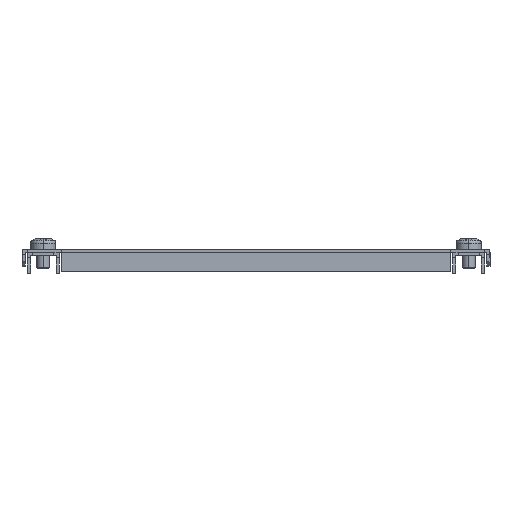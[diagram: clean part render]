
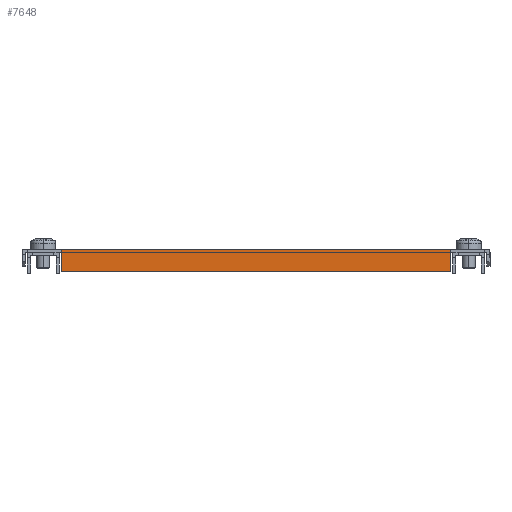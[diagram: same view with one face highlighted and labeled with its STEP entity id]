
A CAD part, left-side view. The second image highlights one B-rep face of the part: STEP entity #7648.
In plain terms, the highlighted planar face has unit normal (-1, 0, 0).
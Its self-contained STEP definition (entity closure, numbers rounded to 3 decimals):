
#18 = EDGE_CURVE ( 'NONE', #1925, #4326, #1340, .T. ) ;
#71 = DIRECTION ( 'NONE',  ( 0., 0., 1. ) ) ;
#182 = LINE ( 'NONE', #8032, #7169 ) ;
#340 = DIRECTION ( 'NONE',  ( 0., 0., 1. ) ) ;
#570 = CARTESIAN_POINT ( 'NONE',  ( -320., 8.5, 9. ) ) ;
#687 = CARTESIAN_POINT ( 'NONE',  ( -320., 191.5, 11.5 ) ) ;
#886 = VERTEX_POINT ( 'NONE', #4566 ) ;
#1101 = CARTESIAN_POINT ( 'NONE',  ( -320., 8.5, 11.5 ) ) ;
#1340 = LINE ( 'NONE', #687, #3223 ) ;
#1391 = CARTESIAN_POINT ( 'NONE',  ( -320., 8.5, 9. ) ) ;
#1571 = CARTESIAN_POINT ( 'NONE',  ( -320., 191.5, 11.5 ) ) ;
#1834 = VECTOR ( 'NONE', #71, 1000. ) ;
#1853 = ORIENTED_EDGE ( 'NONE', *, *, #2878, .T. ) ;
#1925 = VERTEX_POINT ( 'NONE', #5174 ) ;
#2027 = LINE ( 'NONE', #3918, #1834 ) ;
#2085 = DIRECTION ( 'NONE',  ( 1., 0., 0. ) ) ;
#2134 = EDGE_CURVE ( 'NONE', #7664, #6541, #7478, .T. ) ;
#2404 = ORIENTED_EDGE ( 'NONE', *, *, #3275, .T. ) ;
#2604 = CARTESIAN_POINT ( 'NONE',  ( -320., 8.5, 11.5 ) ) ;
#2878 = EDGE_CURVE ( 'NONE', #4326, #886, #182, .T. ) ;
#2937 = VECTOR ( 'NONE', #340, 1000. ) ;
#2988 = DIRECTION ( 'NONE',  ( 0., 1., 0. ) ) ;
#3183 = ORIENTED_EDGE ( 'NONE', *, *, #5598, .F. ) ;
#3223 = VECTOR ( 'NONE', #3952, 1000. ) ;
#3275 = EDGE_CURVE ( 'NONE', #886, #6083, #6261, .T. ) ;
#3358 = AXIS2_PLACEMENT_3D ( 'NONE', #5186, #2085, #3973 ) ;
#3379 = ORIENTED_EDGE ( 'NONE', *, *, #18, .T. ) ;
#3640 = VECTOR ( 'NONE', #3793, 1000. ) ;
#3682 = FACE_OUTER_BOUND ( 'NONE', #6533, .T. ) ;
#3793 = DIRECTION ( 'NONE',  ( 0., 0., 1. ) ) ;
#3918 = CARTESIAN_POINT ( 'NONE',  ( -320., 191.5, 11.5 ) ) ;
#3952 = DIRECTION ( 'NONE',  ( 0., 0., -1. ) ) ;
#3973 = DIRECTION ( 'NONE',  ( 0., 0., -1. ) ) ;
#4326 = VERTEX_POINT ( 'NONE', #6847 ) ;
#4566 = CARTESIAN_POINT ( 'NONE',  ( -320., 8.5, 0.75 ) ) ;
#4806 = DIRECTION ( 'NONE',  ( 0., -1., 0. ) ) ;
#4966 = VECTOR ( 'NONE', #2988, 1000. ) ;
#5174 = CARTESIAN_POINT ( 'NONE',  ( -320., 191.5, 9. ) ) ;
#5186 = CARTESIAN_POINT ( 'NONE',  ( -320., 100., 11.5 ) ) ;
#5598 = EDGE_CURVE ( 'NONE', #1925, #6541, #2027, .T. ) ;
#6010 = ORIENTED_EDGE ( 'NONE', *, *, #2134, .T. ) ;
#6083 = VERTEX_POINT ( 'NONE', #1391 ) ;
#6261 = LINE ( 'NONE', #1101, #2937 ) ;
#6533 = EDGE_LOOP ( 'NONE', ( #2404, #7995, #6010, #3183, #3379, #1853 ) ) ;
#6541 = VERTEX_POINT ( 'NONE', #1571 ) ;
#6789 = EDGE_CURVE ( 'NONE', #6083, #7664, #8221, .T. ) ;
#6847 = CARTESIAN_POINT ( 'NONE',  ( -320., 191.5, 0.75 ) ) ;
#6874 = CARTESIAN_POINT ( 'NONE',  ( -320., 100., 11.5 ) ) ;
#7169 = VECTOR ( 'NONE', #4806, 1000. ) ;
#7478 = LINE ( 'NONE', #6874, #4966 ) ;
#7648 = ADVANCED_FACE ( 'NONE', ( #3682 ), #7794, .F. ) ;
#7664 = VERTEX_POINT ( 'NONE', #2604 ) ;
#7794 = PLANE ( 'NONE',  #3358 ) ;
#7995 = ORIENTED_EDGE ( 'NONE', *, *, #6789, .T. ) ;
#8032 = CARTESIAN_POINT ( 'NONE',  ( -320., 100., 0.75 ) ) ;
#8221 = LINE ( 'NONE', #570, #3640 ) ;
